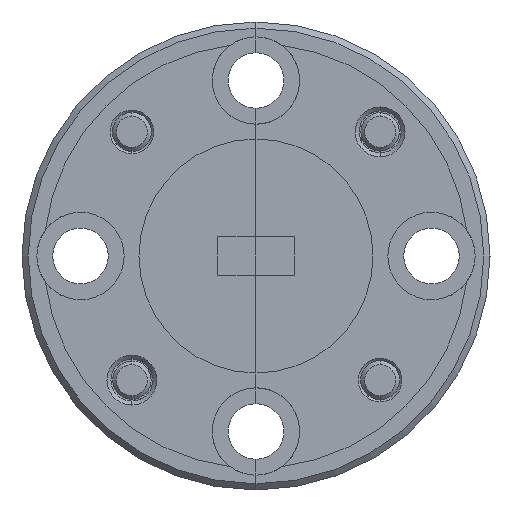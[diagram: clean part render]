
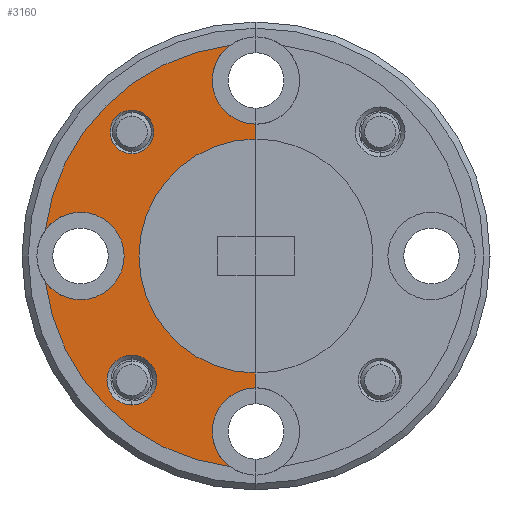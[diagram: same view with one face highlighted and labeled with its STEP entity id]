
A CAD part, left-side view. The second image highlights one B-rep face of the part: STEP entity #3160.
In plain terms, the highlighted planar face has unit normal (-1, 0, 0).
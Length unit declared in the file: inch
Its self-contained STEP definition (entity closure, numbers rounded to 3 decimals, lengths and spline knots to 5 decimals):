
#132 = CARTESIAN_POINT ( 'NONE',  ( -0.12755, 0.97631, 0.87195 ) ) ;
#175 = VERTEX_POINT ( 'NONE', #6640 ) ;
#208 = AXIS2_PLACEMENT_3D ( 'NONE', #7243, #6416, #10182 ) ;
#249 = VERTEX_POINT ( 'NONE', #8692 ) ;
#357 = EDGE_LOOP ( 'NONE', ( #652, #2700, #6202, #9669, #1373, #3502, #3290, #7796, #669, #2837 ) ) ;
#412 = CARTESIAN_POINT ( 'NONE',  ( -0.12755, 1.03248, 0.83019 ) ) ;
#551 = VERTEX_POINT ( 'NONE', #10054 ) ;
#650 = CARTESIAN_POINT ( 'NONE',  ( -0.12755, 0.73682, 0.53453 ) ) ;
#652 = ORIENTED_EDGE ( 'NONE', *, *, #9043, .F. ) ;
#662 = CARTESIAN_POINT ( 'NONE',  ( -0.12755, 0.97631, 0.80195 ) ) ;
#669 = ORIENTED_EDGE ( 'NONE', *, *, #3201, .F. ) ;
#882 = CIRCLE ( 'NONE', #6845, 0.07 ) ;
#926 = CARTESIAN_POINT ( 'NONE',  ( -0.12755, 0.69506, 0.87195 ) ) ;
#938 = VECTOR ( 'NONE', #9364, 39.37008 ) ;
#1178 = CARTESIAN_POINT ( 'NONE',  ( -0.12755, 0.89393, 1.07083 ) ) ;
#1265 = CARTESIAN_POINT ( 'NONE',  ( -0.12755, 0.69506, 0.87195 ) ) ;
#1373 = ORIENTED_EDGE ( 'NONE', *, *, #7207, .F. ) ;
#1439 = VERTEX_POINT ( 'NONE', #7828 ) ;
#1854 = EDGE_CURVE ( 'NONE', #11072, #4100, #4653, .T. ) ;
#1856 = CARTESIAN_POINT ( 'NONE',  ( -0.12755, 0.69656, 1.05945 ) ) ;
#1961 = CARTESIAN_POINT ( 'NONE',  ( -0.12755, 0.69656, 0.87195 ) ) ;
#2123 = VERTEX_POINT ( 'NONE', #650 ) ;
#2184 = CARTESIAN_POINT ( 'NONE',  ( -0.12755, 0.97631, 0.87195 ) ) ;
#2266 = CIRCLE ( 'NONE', #5465, 0.07 ) ;
#2328 = EDGE_LOOP ( 'NONE', ( #7177, #6137 ) ) ;
#2700 = ORIENTED_EDGE ( 'NONE', *, *, #7986, .T. ) ;
#2711 = ORIENTED_EDGE ( 'NONE', *, *, #11944, .F. ) ;
#2734 = AXIS2_PLACEMENT_3D ( 'NONE', #1178, #6148, #5912 ) ;
#2781 = CARTESIAN_POINT ( 'NONE',  ( -0.12755, 0.89393, 0.71308 ) ) ;
#2797 = DIRECTION ( 'NONE',  ( -1., 0., 0. ) ) ;
#2826 = CARTESIAN_POINT ( 'NONE',  ( -0.12755, 0.89393, 0.67308 ) ) ;
#2837 = ORIENTED_EDGE ( 'NONE', *, *, #11155, .T. ) ;
#2894 = LINE ( 'NONE', #1961, #7325 ) ;
#2985 = CIRCLE ( 'NONE', #4773, 0.04 ) ;
#3152 = DIRECTION ( 'NONE',  ( -1., 0., 0. ) ) ;
#3160 = ADVANCED_FACE ( 'NONE', ( #7853, #10678, #6003 ), #3900, .T. ) ;
#3201 = EDGE_CURVE ( 'NONE', #10096, #551, #8398, .T. ) ;
#3224 = DIRECTION ( 'NONE',  ( 0., 0., 1. ) ) ;
#3290 = ORIENTED_EDGE ( 'NONE', *, *, #5132, .F. ) ;
#3502 = ORIENTED_EDGE ( 'NONE', *, *, #4755, .T. ) ;
#3527 = CIRCLE ( 'NONE', #7109, 0.07 ) ;
#3727 = CIRCLE ( 'NONE', #2734, 0.035 ) ;
#3782 = AXIS2_PLACEMENT_3D ( 'NONE', #926, #10210, #10325 ) ;
#3841 = EDGE_CURVE ( 'NONE', #4402, #9769, #882, .T. ) ;
#3875 = AXIS2_PLACEMENT_3D ( 'NONE', #6929, #6989, #7062 ) ;
#3900 = PLANE ( 'NONE',  #10571 ) ;
#4072 = AXIS2_PLACEMENT_3D ( 'NONE', #8197, #4362, #7119 ) ;
#4100 = VERTEX_POINT ( 'NONE', #10999 ) ;
#4112 = CIRCLE ( 'NONE', #7663, 0.34 ) ;
#4148 = DIRECTION ( 'NONE',  ( -1., 0., 0. ) ) ;
#4223 = CARTESIAN_POINT ( 'NONE',  ( -0.12755, 0.97631, 0.87195 ) ) ;
#4256 = DIRECTION ( 'NONE',  ( 0., 0., 1. ) ) ;
#4362 = DIRECTION ( 'NONE',  ( -1., 0., 0. ) ) ;
#4402 = VERTEX_POINT ( 'NONE', #7988 ) ;
#4653 = CIRCLE ( 'NONE', #3875, 0.035 ) ;
#4694 = DIRECTION ( 'NONE',  ( -1., 0., 0. ) ) ;
#4755 = EDGE_CURVE ( 'NONE', #7697, #2123, #4112, .T. ) ;
#4773 = AXIS2_PLACEMENT_3D ( 'NONE', #2826, #4694, #8389 ) ;
#5057 = DIRECTION ( 'NONE',  ( 0., 0., 1. ) ) ;
#5095 = DIRECTION ( 'NONE',  ( -1., 0., 0. ) ) ;
#5132 = EDGE_CURVE ( 'NONE', #175, #2123, #8388, .T. ) ;
#5167 = CARTESIAN_POINT ( 'NONE',  ( -0.12755, 1.03248, 0.91372 ) ) ;
#5335 = CARTESIAN_POINT ( 'NONE',  ( -0.12755, 0.69506, 1.1532 ) ) ;
#5465 = AXIS2_PLACEMENT_3D ( 'NONE', #5335, #9234, #8125 ) ;
#5565 = CIRCLE ( 'NONE', #208, 0.04 ) ;
#5737 = DIRECTION ( 'NONE',  ( 0., 0., 1. ) ) ;
#5817 = CARTESIAN_POINT ( 'NONE',  ( -0.12755, 0.69656, 1.08322 ) ) ;
#5912 = DIRECTION ( 'NONE',  ( 0., 0., 1. ) ) ;
#6003 = FACE_OUTER_BOUND ( 'NONE', #357, .T. ) ;
#6020 = DIRECTION ( 'NONE',  ( 0., 0., 1. ) ) ;
#6137 = ORIENTED_EDGE ( 'NONE', *, *, #7123, .F. ) ;
#6148 = DIRECTION ( 'NONE',  ( -1., 0., 0. ) ) ;
#6202 = ORIENTED_EDGE ( 'NONE', *, *, #3841, .F. ) ;
#6363 = CARTESIAN_POINT ( 'NONE',  ( -0.12755, 0.89393, 1.10583 ) ) ;
#6416 = DIRECTION ( 'NONE',  ( -1., 0., 0. ) ) ;
#6640 = CARTESIAN_POINT ( 'NONE',  ( -0.12755, 0.69656, 0.66069 ) ) ;
#6845 = AXIS2_PLACEMENT_3D ( 'NONE', #132, #2797, #5737 ) ;
#6929 = CARTESIAN_POINT ( 'NONE',  ( -0.12755, 0.89393, 1.07083 ) ) ;
#6985 = LINE ( 'NONE', #10737, #938 ) ;
#6989 = DIRECTION ( 'NONE',  ( -1., 0., 0. ) ) ;
#7062 = DIRECTION ( 'NONE',  ( 0., 0., 1. ) ) ;
#7109 = AXIS2_PLACEMENT_3D ( 'NONE', #4223, #3152, #6020 ) ;
#7119 = DIRECTION ( 'NONE',  ( 0., 0., 1. ) ) ;
#7123 = EDGE_CURVE ( 'NONE', #4100, #11072, #3727, .T. ) ;
#7166 = DIRECTION ( 'NONE',  ( -1., 0., 0. ) ) ;
#7177 = ORIENTED_EDGE ( 'NONE', *, *, #1854, .F. ) ;
#7207 = EDGE_CURVE ( 'NONE', #7697, #11797, #3527, .T. ) ;
#7243 = CARTESIAN_POINT ( 'NONE',  ( -0.12755, 0.89393, 0.67308 ) ) ;
#7325 = VECTOR ( 'NONE', #7604, 39.37008 ) ;
#7604 = DIRECTION ( 'NONE',  ( 0., 0., 1. ) ) ;
#7663 = AXIS2_PLACEMENT_3D ( 'NONE', #9758, #4148, #4256 ) ;
#7697 = VERTEX_POINT ( 'NONE', #412 ) ;
#7796 = ORIENTED_EDGE ( 'NONE', *, *, #8200, .T. ) ;
#7828 = CARTESIAN_POINT ( 'NONE',  ( -0.12755, 0.73682, 1.20938 ) ) ;
#7853 = FACE_BOUND ( 'NONE', #8578, .T. ) ;
#7982 = VERTEX_POINT ( 'NONE', #2781 ) ;
#7986 = EDGE_CURVE ( 'NONE', #1439, #9769, #8920, .T. ) ;
#7988 = CARTESIAN_POINT ( 'NONE',  ( -0.12755, 0.97631, 0.94195 ) ) ;
#8125 = DIRECTION ( 'NONE',  ( 0., 0., 1. ) ) ;
#8197 = CARTESIAN_POINT ( 'NONE',  ( -0.12755, 0.69506, 0.87195 ) ) ;
#8200 = EDGE_CURVE ( 'NONE', #175, #551, #6985, .T. ) ;
#8375 = VERTEX_POINT ( 'NONE', #5817 ) ;
#8388 = CIRCLE ( 'NONE', #10939, 0.07 ) ;
#8389 = DIRECTION ( 'NONE',  ( 0., 0., 1. ) ) ;
#8398 = CIRCLE ( 'NONE', #4072, 0.1875 ) ;
#8578 = EDGE_LOOP ( 'NONE', ( #12237, #2711 ) ) ;
#8692 = CARTESIAN_POINT ( 'NONE',  ( -0.12755, 0.89393, 0.63308 ) ) ;
#8886 = CARTESIAN_POINT ( 'NONE',  ( -0.12755, 0.69506, 0.5907 ) ) ;
#8920 = CIRCLE ( 'NONE', #3782, 0.34 ) ;
#9043 = EDGE_CURVE ( 'NONE', #1439, #8375, #2266, .T. ) ;
#9234 = DIRECTION ( 'NONE',  ( -1., 0., 0. ) ) ;
#9364 = DIRECTION ( 'NONE',  ( 0., 0., 1. ) ) ;
#9669 = ORIENTED_EDGE ( 'NONE', *, *, #10138, .F. ) ;
#9754 = DIRECTION ( 'NONE',  ( -1., 0., 0. ) ) ;
#9758 = CARTESIAN_POINT ( 'NONE',  ( -0.12755, 0.69506, 0.87195 ) ) ;
#9769 = VERTEX_POINT ( 'NONE', #5167 ) ;
#10054 = CARTESIAN_POINT ( 'NONE',  ( -0.12755, 0.69656, 0.68446 ) ) ;
#10096 = VERTEX_POINT ( 'NONE', #1856 ) ;
#10138 = EDGE_CURVE ( 'NONE', #11797, #4402, #11791, .T. ) ;
#10182 = DIRECTION ( 'NONE',  ( 0., 0., 1. ) ) ;
#10210 = DIRECTION ( 'NONE',  ( -1., 0., 0. ) ) ;
#10325 = DIRECTION ( 'NONE',  ( 0., 0., 1. ) ) ;
#10571 = AXIS2_PLACEMENT_3D ( 'NONE', #1265, #9754, #5057 ) ;
#10678 = FACE_BOUND ( 'NONE', #2328, .T. ) ;
#10737 = CARTESIAN_POINT ( 'NONE',  ( -0.12755, 0.69656, 0.87195 ) ) ;
#10939 = AXIS2_PLACEMENT_3D ( 'NONE', #8886, #7166, #11727 ) ;
#10999 = CARTESIAN_POINT ( 'NONE',  ( -0.12755, 0.89393, 1.03583 ) ) ;
#11072 = VERTEX_POINT ( 'NONE', #6363 ) ;
#11155 = EDGE_CURVE ( 'NONE', #10096, #8375, #2894, .T. ) ;
#11727 = DIRECTION ( 'NONE',  ( 0., 0., 1. ) ) ;
#11791 = CIRCLE ( 'NONE', #11985, 0.07 ) ;
#11797 = VERTEX_POINT ( 'NONE', #662 ) ;
#11944 = EDGE_CURVE ( 'NONE', #249, #7982, #5565, .T. ) ;
#11985 = AXIS2_PLACEMENT_3D ( 'NONE', #2184, #5095, #3224 ) ;
#12104 = EDGE_CURVE ( 'NONE', #7982, #249, #2985, .T. ) ;
#12237 = ORIENTED_EDGE ( 'NONE', *, *, #12104, .F. ) ;
